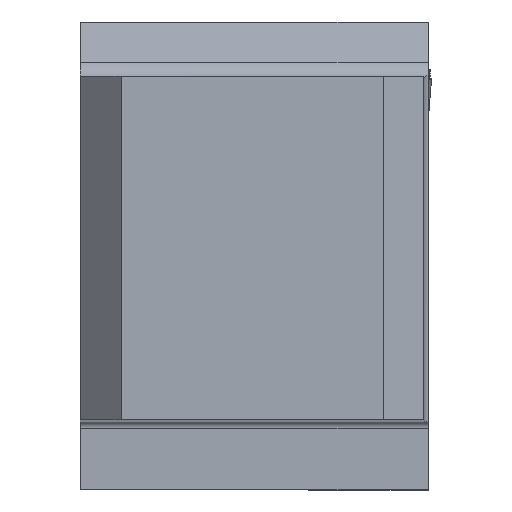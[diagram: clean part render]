
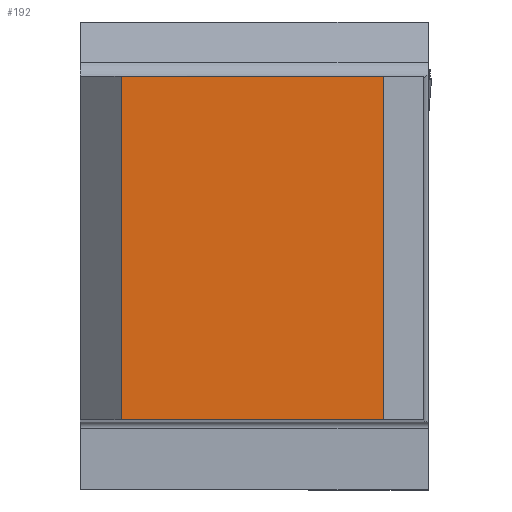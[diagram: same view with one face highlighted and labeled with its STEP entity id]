
A CAD part, top view. The second image highlights one B-rep face of the part: STEP entity #192.
In plain terms, the highlighted planar face has unit normal (0, 0, 1).
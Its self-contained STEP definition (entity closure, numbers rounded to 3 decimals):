
#192=ADVANCED_FACE('CU_BACK_SU1',(#318),#274,.F.);
#274=PLANE('',#1767);
#318=FACE_OUTER_BOUND('',#401,.T.);
#401=EDGE_LOOP('',(#806,#807,#808,#809));
#499=LINE('',#2440,#643);
#500=LINE('',#2443,#644);
#501=LINE('',#2445,#645);
#502=LINE('',#2447,#646);
#643=VECTOR('',#1952,1.);
#644=VECTOR('',#1953,1.);
#645=VECTOR('',#1954,1.);
#646=VECTOR('',#1955,1.);
#806=ORIENTED_EDGE('',*,*,#1422,.F.);
#807=ORIENTED_EDGE('',*,*,#1423,.T.);
#808=ORIENTED_EDGE('',*,*,#1424,.T.);
#809=ORIENTED_EDGE('',*,*,#1425,.F.);
#1264=VERTEX_POINT('',#2441);
#1265=VERTEX_POINT('',#2442);
#1266=VERTEX_POINT('',#2444);
#1267=VERTEX_POINT('',#2446);
#1422=EDGE_CURVE('',#1264,#1265,#499,.T.);
#1423=EDGE_CURVE('',#1264,#1266,#500,.T.);
#1424=EDGE_CURVE('',#1266,#1267,#501,.T.);
#1425=EDGE_CURVE('',#1265,#1267,#502,.T.);
#1767=AXIS2_PLACEMENT_3D('',#2448,#1956,#1957);
#1952=DIRECTION('',(0.,1.,0.));
#1953=DIRECTION('',(1.,0.,0.));
#1954=DIRECTION('',(0.,1.,0.));
#1955=DIRECTION('',(1.,0.,0.));
#1956=DIRECTION('',(0.,0.,-1.));
#1957=DIRECTION('',(-1.,0.,0.));
#2440=CARTESIAN_POINT('',(3.,0.,0.));
#2441=CARTESIAN_POINT('',(3.,0.,0.));
#2442=CARTESIAN_POINT('',(3.,25.325,0.));
#2443=CARTESIAN_POINT('',(-110.,0.,0.));
#2444=CARTESIAN_POINT('',(22.325,0.,0.));
#2445=CARTESIAN_POINT('',(22.325,0.,0.));
#2446=CARTESIAN_POINT('',(22.325,25.325,0.));
#2447=CARTESIAN_POINT('',(-110.,25.325,0.));
#2448=CARTESIAN_POINT('',(49.224,45.325,0.));
